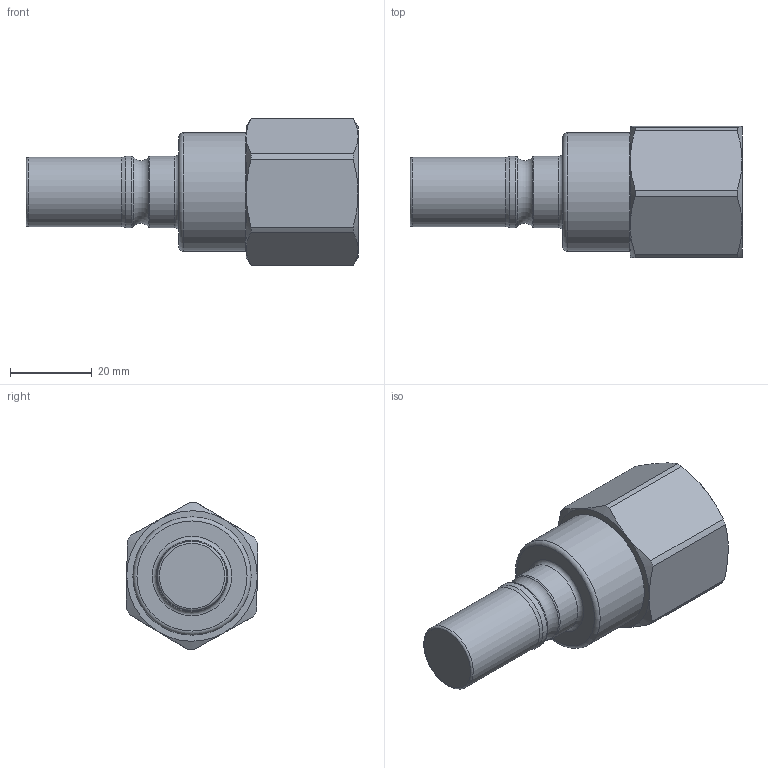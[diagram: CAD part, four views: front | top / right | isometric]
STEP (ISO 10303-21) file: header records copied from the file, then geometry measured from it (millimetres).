
FILE_DESCRIPTION((''),'2;1');
FILE_NAME('209sliw26mpn.stp','2014-06-24T11:52:19',('IA176480'),(''),'Autodesk Inventor 2013','Autodesk Inventor 2013','');
FILE_SCHEMA(('AUTOMOTIVE_DESIGN { 1 0 10303 214 1 1 1 1 }'));
Length unit declared in the file: millimetre
Products named in the file (1): D110819
Bounding box: 81.4 x 32.29 x 36.1 mm (x, y, z)
Volume: 36019.8 mm3; surface area: 10176.6 mm2
Topology: 1 solids, 3 shells, 59 faces, 126 edges, 75 vertices
Faces by surface type: cone 19, cylinder 17, plane 14, torus 9
Full cylindrical faces by diameter (mm): 16.97 x1, 17.47 x2, 18.6 x1, 24.117 x1, 24.612 x2, 25 x2, 26.8 x1, 29 x1
Entity records: 1468 total; most frequent: CARTESIAN_POINT 270, DIRECTION 246, ORIENTED_EDGE 186, AXIS2_PLACEMENT_3D 117, EDGE_CURVE 93, EDGE_LOOP 92, VERTEX_POINT 69, FACE_OUTER_BOUND 59
